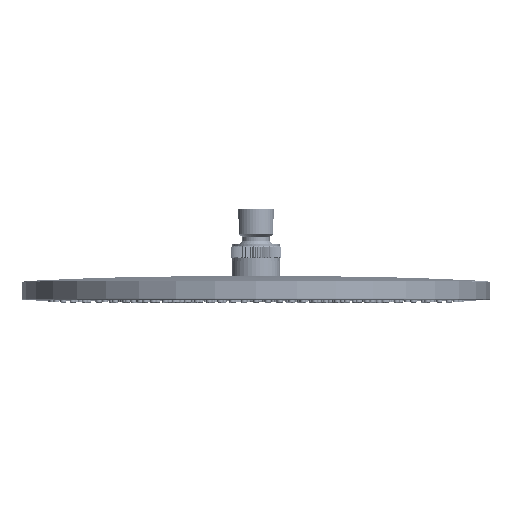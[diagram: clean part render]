
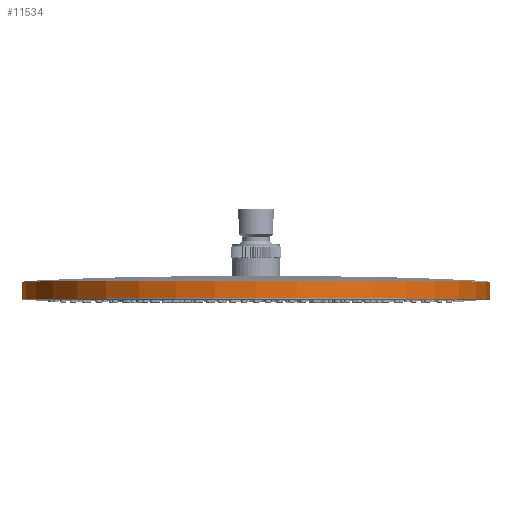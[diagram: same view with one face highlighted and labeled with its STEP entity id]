
A CAD part, top view. The second image highlights one B-rep face of the part: STEP entity #11534.
In plain terms, the highlighted cylindrical face has radius 150 mm (diameter 300 mm), a partial arc.
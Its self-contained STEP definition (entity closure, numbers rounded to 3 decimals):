
#2731=DIRECTION('',(0.,1.,0.));
#2732=VECTOR('',#2731,11.);
#2733=CARTESIAN_POINT('',(150.,1.,0.));
#2734=LINE('',#2733,#2732);
#2735=DIRECTION('',(0.,1.,0.));
#2736=VECTOR('',#2735,11.);
#2737=CARTESIAN_POINT('',(-150.,1.,0.));
#2738=LINE('',#2737,#2736);
#2739=CARTESIAN_POINT('',(0.,1.,0.));
#2740=DIRECTION('',(0.,1.,0.));
#2741=DIRECTION('',(-1.,0.,0.));
#2742=AXIS2_PLACEMENT_3D('',#2739,#2740,#2741);
#2754=CARTESIAN_POINT('',(0.,12.,0.));
#2755=DIRECTION('',(0.,-1.,0.));
#2756=DIRECTION('',(1.,0.,0.));
#2757=AXIS2_PLACEMENT_3D('',#2754,#2755,#2756);
#7665=CARTESIAN_POINT('',(150.,12.,0.));
#7666=CARTESIAN_POINT('',(-150.,12.,0.));
#7667=VERTEX_POINT('',#7665);
#7668=VERTEX_POINT('',#7666);
#7677=CARTESIAN_POINT('',(150.,1.,0.));
#7678=CARTESIAN_POINT('',(-150.,1.,0.));
#7679=VERTEX_POINT('',#7677);
#7680=VERTEX_POINT('',#7678);
#11521=CARTESIAN_POINT('',(0.,12.6,0.));
#11522=DIRECTION('',(0.,-1.,0.));
#11523=DIRECTION('',(-1.,0.,0.));
#11524=AXIS2_PLACEMENT_3D('',#11521,#11522,#11523);
#11525=CYLINDRICAL_SURFACE('',#11524,150.);
#11527=ORIENTED_EDGE('',*,*,#11526,.F.);
#11528=ORIENTED_EDGE('',*,*,#11516,.T.);
#11530=ORIENTED_EDGE('',*,*,#11529,.F.);
#11531=ORIENTED_EDGE('',*,*,#11512,.F.);
#11532=EDGE_LOOP('',(#11527,#11528,#11530,#11531));
#11533=FACE_OUTER_BOUND('',#11532,.F.);
#2743=CIRCLE('',#2742,150.);
#2758=CIRCLE('',#2757,150.);
#11512=EDGE_CURVE('',#7679,#7667,#2734,.T.);
#11516=EDGE_CURVE('',#7680,#7668,#2738,.T.);
#11526=EDGE_CURVE('',#7680,#7679,#2743,.T.);
#11529=EDGE_CURVE('',#7667,#7668,#2758,.T.);
#11534=ADVANCED_FACE('',(#11533),#11525,.T.);
